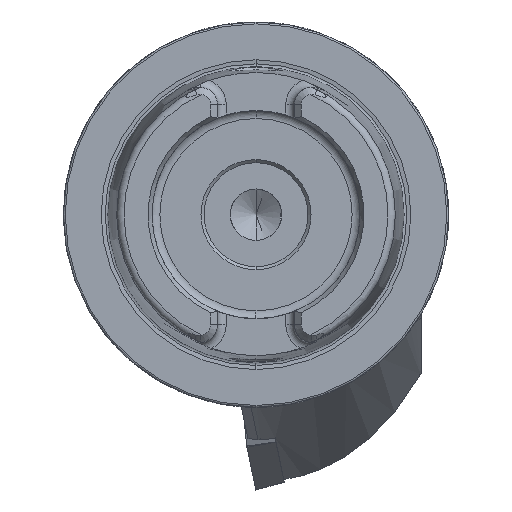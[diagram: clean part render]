
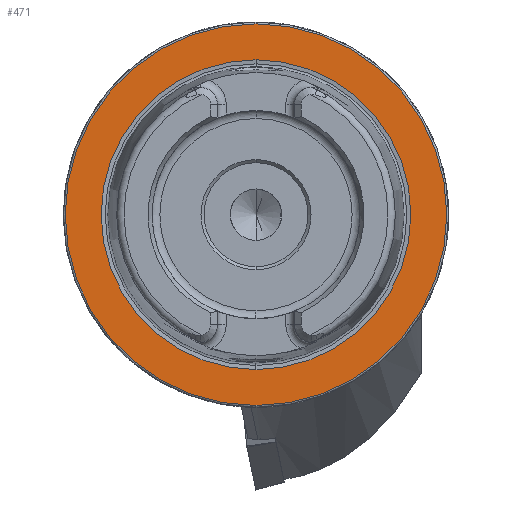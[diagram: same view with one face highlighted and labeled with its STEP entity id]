
A CAD part, left-side view. The second image highlights one B-rep face of the part: STEP entity #471.
In plain terms, the highlighted planar face has unit normal (-1, 0, 0).
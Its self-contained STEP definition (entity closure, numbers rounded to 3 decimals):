
#114 = DIRECTION ( 'NONE',  ( 0., 0., -1. ) ) ;
#116 = DIRECTION ( 'NONE',  ( 1., 0., 0. ) ) ;
#118 = PLANE ( 'NONE',  #4030 ) ;
#120 = CARTESIAN_POINT ( 'NONE',  ( 0., 31.2, 0. ) ) ;
#471 = ADVANCED_FACE ( 'NONE', ( #4354, #4352 ), #118, .F. ) ;
#562 = DIRECTION ( 'NONE',  ( 0., 0., 1. ) ) ;
#563 = DIRECTION ( 'NONE',  ( -1., 0., 0. ) ) ;
#564 = CARTESIAN_POINT ( 'NONE',  ( 0., 0., 0. ) ) ;
#1379 = ORIENTED_EDGE ( 'NONE', *, *, #2644, .F. ) ;
#1380 = ORIENTED_EDGE ( 'NONE', *, *, #1416, .F. ) ;
#1381 = ORIENTED_EDGE ( 'NONE', *, *, #1420, .T. ) ;
#1382 = ORIENTED_EDGE ( 'NONE', *, *, #2643, .T. ) ;
#1416 = EDGE_CURVE ( 'NONE', #12052, #12057, #4412, .T. ) ;
#1420 = EDGE_CURVE ( 'NONE', #12059, #12060, #4419, .T. ) ;
#1553 = DIRECTION ( 'NONE',  ( -1., 0., 0. ) ) ;
#1554 = CARTESIAN_POINT ( 'NONE',  ( 0., 0., 0. ) ) ;
#1556 = DIRECTION ( 'NONE',  ( 0., 0., 1. ) ) ;
#2509 = EDGE_LOOP ( 'NONE', ( #1381, #1382 ) ) ;
#2593 = EDGE_LOOP ( 'NONE', ( #1379, #1380 ) ) ;
#2643 = EDGE_CURVE ( 'NONE', #12060, #12059, #6354, .T. ) ;
#2644 = EDGE_CURVE ( 'NONE', #12057, #12052, #6355, .T. ) ;
#4030 = AXIS2_PLACEMENT_3D ( 'NONE', #120, #116, #114 ) ;
#4066 = AXIS2_PLACEMENT_3D ( 'NONE', #564, #563, #562 ) ;
#4069 = AXIS2_PLACEMENT_3D ( 'NONE', #1554, #1553, #1556 ) ;
#4352 = FACE_OUTER_BOUND ( 'NONE', #2509, .T. ) ;
#4354 = FACE_BOUND ( 'NONE', #2593, .T. ) ;
#4412 = CIRCLE ( 'NONE', #4066, 25.324 ) ;
#4419 = CIRCLE ( 'NONE', #4069, 31.2 ) ;
#5051 = AXIS2_PLACEMENT_3D ( 'NONE', #6294, #6295, #6296 ) ;
#5052 = AXIS2_PLACEMENT_3D ( 'NONE', #6297, #6298, #6299 ) ;
#6294 = CARTESIAN_POINT ( 'NONE',  ( 0., 0., 0. ) ) ;
#6295 = DIRECTION ( 'NONE',  ( -1., 0., 0. ) ) ;
#6296 = DIRECTION ( 'NONE',  ( 0., 0., 1. ) ) ;
#6297 = CARTESIAN_POINT ( 'NONE',  ( 0., 0., 0. ) ) ;
#6298 = DIRECTION ( 'NONE',  ( -1., 0., 0. ) ) ;
#6299 = DIRECTION ( 'NONE',  ( 0., 0., 1. ) ) ;
#6354 = CIRCLE ( 'NONE', #5051, 31.2 ) ;
#6355 = CIRCLE ( 'NONE', #5052, 25.324 ) ;
#11277 = CARTESIAN_POINT ( 'NONE',  ( 0., 0., -25.324 ) ) ;
#11282 = CARTESIAN_POINT ( 'NONE',  ( 0., 0., 25.324 ) ) ;
#11284 = CARTESIAN_POINT ( 'NONE',  ( 0., 0., 31.2 ) ) ;
#11285 = CARTESIAN_POINT ( 'NONE',  ( 0., 0., -31.2 ) ) ;
#12052 = VERTEX_POINT ( 'NONE', #11277 ) ;
#12057 = VERTEX_POINT ( 'NONE', #11282 ) ;
#12059 = VERTEX_POINT ( 'NONE', #11284 ) ;
#12060 = VERTEX_POINT ( 'NONE', #11285 ) ;
